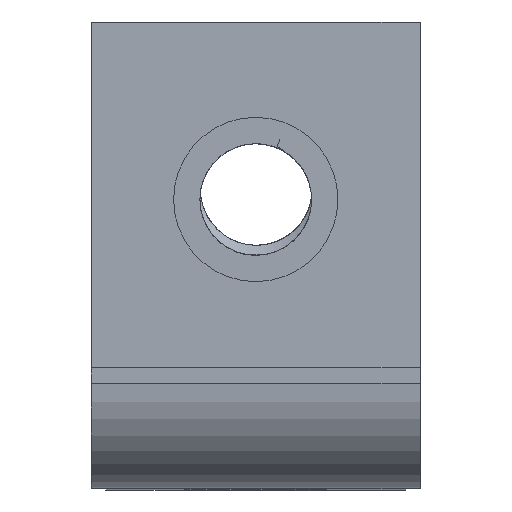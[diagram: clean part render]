
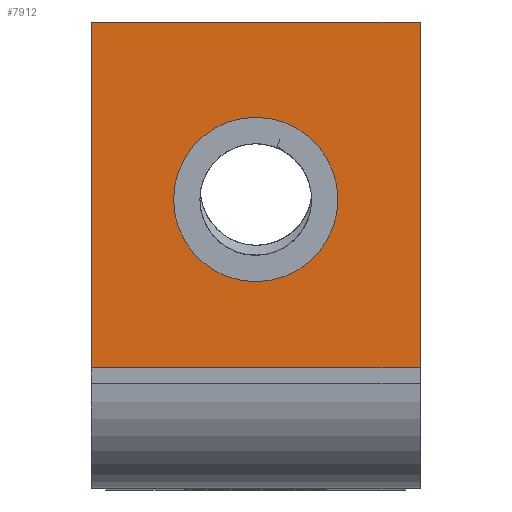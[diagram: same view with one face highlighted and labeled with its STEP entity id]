
A CAD part, top view. The second image highlights one B-rep face of the part: STEP entity #7912.
In plain terms, the highlighted planar face has unit normal (0, 0, 1).
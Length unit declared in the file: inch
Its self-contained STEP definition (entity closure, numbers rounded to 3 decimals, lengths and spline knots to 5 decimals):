
#154 = CARTESIAN_POINT ( 'NONE',  ( 5.62008, 3.07677, 0.07087 ) ) ;
#417 = CARTESIAN_POINT ( 'NONE',  ( 5.12795, 2.57283, 0.07087 ) ) ;
#477 = ORIENTED_EDGE ( 'NONE', *, *, #3132, .F. ) ;
#680 = DIRECTION ( 'NONE',  ( 0., -1., 0. ) ) ;
#791 = EDGE_CURVE ( 'NONE', #5509, #5597, #7589, .T. ) ;
#931 = VECTOR ( 'NONE', #680, 39.37008 ) ;
#948 = ORIENTED_EDGE ( 'NONE', *, *, #7257, .F. ) ;
#960 = DIRECTION ( 'NONE',  ( 0., 1., 0. ) ) ;
#1426 = CARTESIAN_POINT ( 'NONE',  ( 5.12795, 3.60827, 0.07087 ) ) ;
#1529 = VECTOR ( 'NONE', #6504, 39.37008 ) ;
#1765 = CARTESIAN_POINT ( 'NONE',  ( 6.1122, 3.60827, 0.07087 ) ) ;
#1882 = LINE ( 'NONE', #11383, #3057 ) ;
#2002 = EDGE_LOOP ( 'NONE', ( #10080, #4561 ) ) ;
#2113 = AXIS2_PLACEMENT_3D ( 'NONE', #3108, #3062, #13780 ) ;
#2394 = VECTOR ( 'NONE', #7890, 39.37008 ) ;
#2732 = EDGE_LOOP ( 'NONE', ( #477, #4402, #948, #6127 ) ) ;
#3057 = VECTOR ( 'NONE', #960, 39.37008 ) ;
#3062 = DIRECTION ( 'NONE',  ( 0., 0., -1. ) ) ;
#3108 = CARTESIAN_POINT ( 'NONE',  ( 5.12795, 3.60827, 0.07087 ) ) ;
#3132 = EDGE_CURVE ( 'NONE', #9130, #12664, #1882, .T. ) ;
#3450 = CARTESIAN_POINT ( 'NONE',  ( 6.1122, 3.60827, 0.07087 ) ) ;
#3929 = EDGE_CURVE ( 'NONE', #11523, #9130, #11689, .T. ) ;
#4402 = ORIENTED_EDGE ( 'NONE', *, *, #3929, .F. ) ;
#4561 = ORIENTED_EDGE ( 'NONE', *, *, #13624, .T. ) ;
#4573 = CARTESIAN_POINT ( 'NONE',  ( 5.37402, 3.07677, 0.07087 ) ) ;
#5282 = DIRECTION ( 'NONE',  ( 0., 0., -1. ) ) ;
#5509 = VERTEX_POINT ( 'NONE', #4573 ) ;
#5597 = VERTEX_POINT ( 'NONE', #13547 ) ;
#5711 = LINE ( 'NONE', #11109, #2394 ) ;
#6127 = ORIENTED_EDGE ( 'NONE', *, *, #6517, .F. ) ;
#6231 = DIRECTION ( 'NONE',  ( 0., 0., -1. ) ) ;
#6484 = CARTESIAN_POINT ( 'NONE',  ( 6.1122, 2.57283, 0.07087 ) ) ;
#6504 = DIRECTION ( 'NONE',  ( -1., 0., 0. ) ) ;
#6517 = EDGE_CURVE ( 'NONE', #12664, #10843, #5711, .T. ) ;
#7257 = EDGE_CURVE ( 'NONE', #10843, #11523, #12268, .T. ) ;
#7589 = CIRCLE ( 'NONE', #9430, 0.24606 ) ;
#7890 = DIRECTION ( 'NONE',  ( 1., 0., 0. ) ) ;
#7907 = AXIS2_PLACEMENT_3D ( 'NONE', #9331, #6231, #13641 ) ;
#7912 = ADVANCED_FACE ( 'NONE', ( #8917, #12772 ), #9529, .F. ) ;
#8114 = CIRCLE ( 'NONE', #7907, 0.24606 ) ;
#8630 = DIRECTION ( 'NONE',  ( -1., 0., 0. ) ) ;
#8917 = FACE_BOUND ( 'NONE', #2002, .T. ) ;
#9130 = VERTEX_POINT ( 'NONE', #417 ) ;
#9331 = CARTESIAN_POINT ( 'NONE',  ( 5.62008, 3.07677, 0.07087 ) ) ;
#9430 = AXIS2_PLACEMENT_3D ( 'NONE', #154, #5282, #8630 ) ;
#9529 = PLANE ( 'NONE',  #2113 ) ;
#10080 = ORIENTED_EDGE ( 'NONE', *, *, #791, .T. ) ;
#10843 = VERTEX_POINT ( 'NONE', #3450 ) ;
#11109 = CARTESIAN_POINT ( 'NONE',  ( 5.12795, 3.60827, 0.07087 ) ) ;
#11383 = CARTESIAN_POINT ( 'NONE',  ( 5.12795, 2.57283, 0.07087 ) ) ;
#11523 = VERTEX_POINT ( 'NONE', #6484 ) ;
#11689 = LINE ( 'NONE', #11759, #1529 ) ;
#11759 = CARTESIAN_POINT ( 'NONE',  ( 6.1122, 2.57283, 0.07087 ) ) ;
#12268 = LINE ( 'NONE', #1765, #931 ) ;
#12664 = VERTEX_POINT ( 'NONE', #1426 ) ;
#12772 = FACE_OUTER_BOUND ( 'NONE', #2732, .T. ) ;
#13547 = CARTESIAN_POINT ( 'NONE',  ( 5.86614, 3.07677, 0.07087 ) ) ;
#13624 = EDGE_CURVE ( 'NONE', #5597, #5509, #8114, .T. ) ;
#13641 = DIRECTION ( 'NONE',  ( -1., 0., 0. ) ) ;
#13780 = DIRECTION ( 'NONE',  ( -1., 0., 0. ) ) ;
